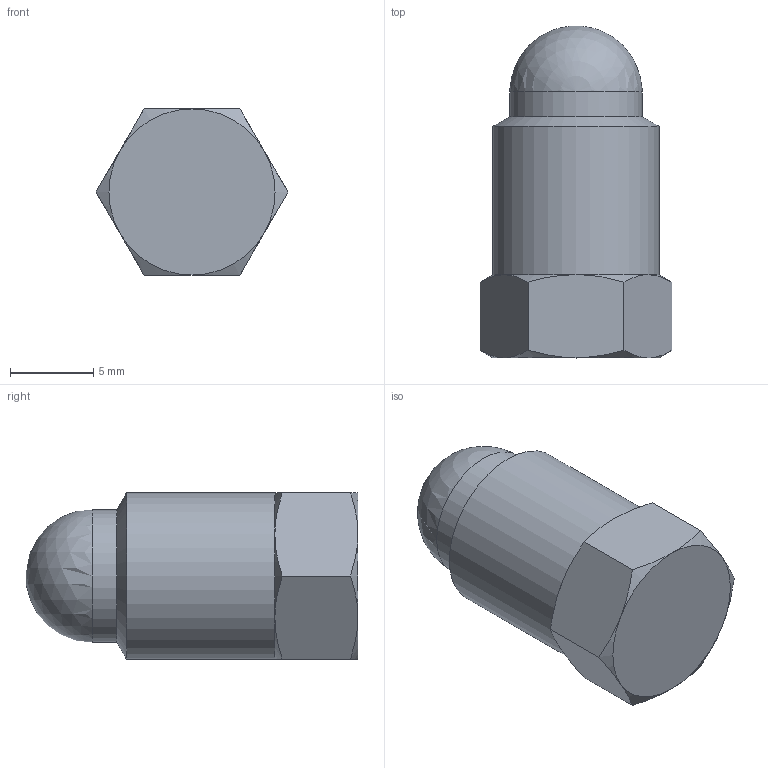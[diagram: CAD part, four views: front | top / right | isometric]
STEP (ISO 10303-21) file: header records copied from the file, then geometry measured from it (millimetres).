
FILE_DESCRIPTION (( 'STEP AP214' ), '1' );
FILE_NAME ('139敕諳蹟佪CP-6.STEP', '2019-08-01T08:30:11', ( '' ), ( '' ), 'SwSTEP 2.0', 'SolidWorks 2014', '' );
FILE_SCHEMA (( 'AUTOMOTIVE_DESIGN' ));
Length unit declared in the file: millimetre
Products named in the file (1): 139敕諳蹟佪CP-6
Bounding box: 11.55 x 19.97 x 10 mm (x, y, z)
Volume: 1377.9 mm3; surface area: 710.9 mm2
Topology: 1 solids, 1 shells, 23 faces, 53 edges, 30 vertices
Faces by surface type: cone 13, plane 7, cylinder 2, sphere 1
Full cylindrical faces by diameter (mm): 8 x1, 10 x1
Entity records: 699 total; most frequent: CARTESIAN_POINT 216, ORIENTED_EDGE 90, DIRECTION 84, EDGE_CURVE 45, AXIS2_PLACEMENT_3D 39, VERTEX_POINT 27, EDGE_LOOP 26, FACE_OUTER_BOUND 25
